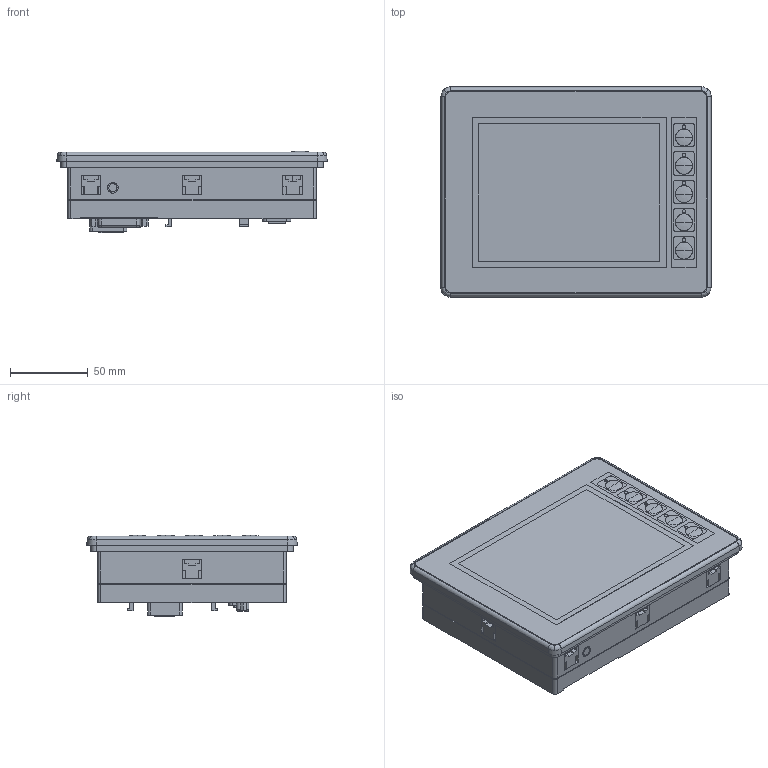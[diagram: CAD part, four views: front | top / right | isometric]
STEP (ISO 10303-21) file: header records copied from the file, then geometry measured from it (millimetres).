
FILE_DESCRIPTION (( 'STEP AP203' ), '1' );
FILE_NAME ('EA1-S6MLW.STEP', '2010-10-27T17:45:48', ( '.ADC' ), ( 'ADC' ), 'SwSTEP 2.0', 'SolidWorks 2009', '' );
FILE_SCHEMA (( 'CONFIG_CONTROL_DESIGN' ));
Length unit declared in the file: millimetre
Products named in the file (1): EA1-S6MLW
Bounding box: 174 x 135.4 x 52.4 mm (x, y, z)
Volume: 706908 mm3; surface area: 168603.9 mm2
Topology: 19 solids, 19 shells, 656 faces, 1766 edges, 1160 vertices
Faces by surface type: plane 465, cylinder 163, bspline 22, torus 6
Entity records: 20938 total; most frequent: CARTESIAN_POINT 4193, ORIENTED_EDGE 3512, DIRECTION 3319, EDGE_CURVE 1756, LINE 1387, VECTOR 1387, VERTEX_POINT 1160, AXIS2_PLACEMENT_3D 966
